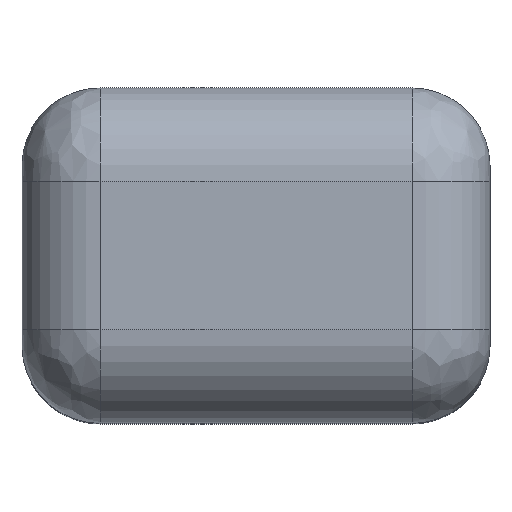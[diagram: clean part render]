
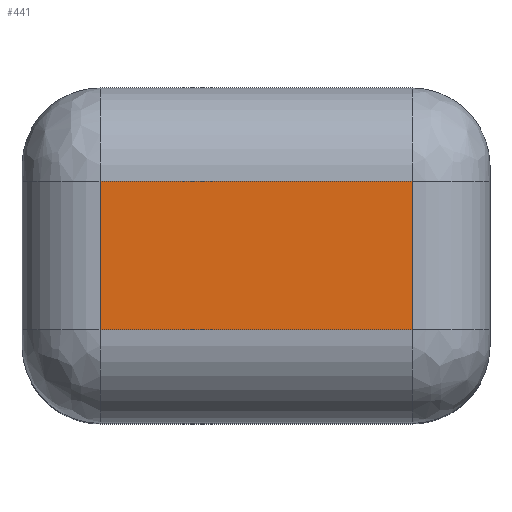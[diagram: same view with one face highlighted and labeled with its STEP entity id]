
A CAD part, top view. The second image highlights one B-rep face of the part: STEP entity #441.
In plain terms, the highlighted planar face has unit normal (0, 0, 1).
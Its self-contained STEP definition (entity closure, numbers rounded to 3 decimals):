
#32=PLANE('',#506);
#53=FACE_OUTER_BOUND('',#85,.T.);
#85=EDGE_LOOP('',(#339,#340,#341,#342));
#109=LINE('',#776,#135);
#114=LINE('',#786,#140);
#115=LINE('',#790,#141);
#116=LINE('',#791,#142);
#135=VECTOR('',#603,10.);
#140=VECTOR('',#612,10.);
#141=VECTOR('',#617,10.);
#142=VECTOR('',#618,10.);
#193=VERTEX_POINT('',#707);
#208=VERTEX_POINT('',#771);
#211=VERTEX_POINT('',#785);
#212=VERTEX_POINT('',#789);
#253=EDGE_CURVE('',#193,#208,#109,.T.);
#258=EDGE_CURVE('',#208,#211,#114,.T.);
#260=EDGE_CURVE('',#212,#193,#115,.T.);
#261=EDGE_CURVE('',#211,#212,#116,.T.);
#339=ORIENTED_EDGE('',*,*,#253,.F.);
#340=ORIENTED_EDGE('',*,*,#260,.F.);
#341=ORIENTED_EDGE('',*,*,#261,.F.);
#342=ORIENTED_EDGE('',*,*,#258,.F.);
#441=ADVANCED_FACE('',(#53),#32,.T.);
#506=AXIS2_PLACEMENT_3D('',#788,#615,#616);
#603=DIRECTION('',(0.,-1.,0.));
#612=DIRECTION('',(-1.,0.,0.));
#615=DIRECTION('center_axis',(0.,0.,1.));
#616=DIRECTION('ref_axis',(1.,0.,0.));
#617=DIRECTION('',(1.,0.,0.));
#618=DIRECTION('',(0.,1.,0.));
#707=CARTESIAN_POINT('',(4.5,0.95,12.));
#771=CARTESIAN_POINT('',(4.5,-0.95,12.));
#776=CARTESIAN_POINT('',(4.5,-1.075,12.));
#785=CARTESIAN_POINT('',(0.5,-0.95,12.));
#786=CARTESIAN_POINT('',(1.,-0.95,12.));
#788=CARTESIAN_POINT('Origin',(2.5,0.,12.));
#789=CARTESIAN_POINT('',(0.5,0.95,12.));
#790=CARTESIAN_POINT('',(4.,0.95,12.));
#791=CARTESIAN_POINT('',(0.5,1.075,12.));
